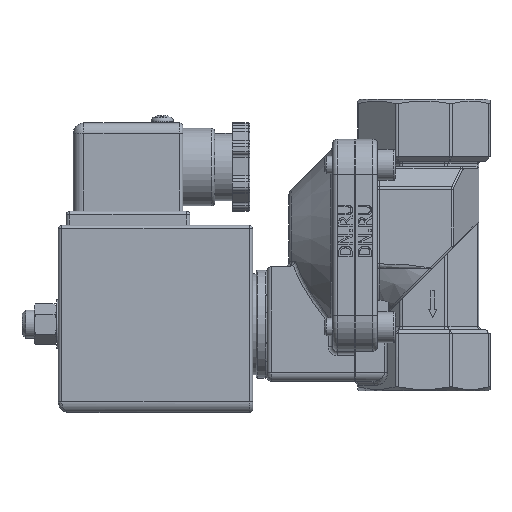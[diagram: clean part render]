
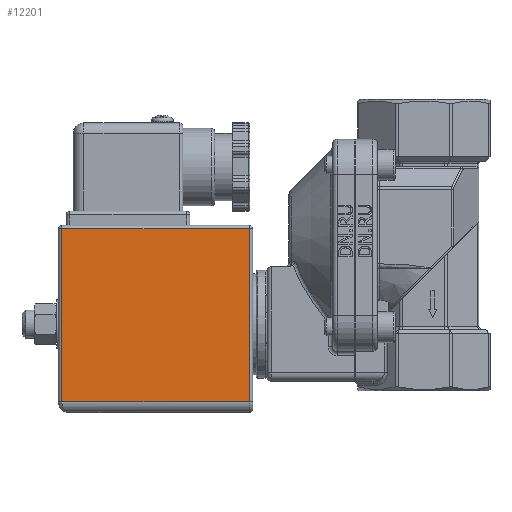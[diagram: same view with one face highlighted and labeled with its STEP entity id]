
A CAD part, left-side view. The second image highlights one B-rep face of the part: STEP entity #12201.
In plain terms, the highlighted planar face has unit normal (-1, 0, 0).
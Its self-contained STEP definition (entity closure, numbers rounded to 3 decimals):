
#818=PLANE('',#13519);
#2041=FACE_OUTER_BOUND('',#2788,.T.);
#2788=EDGE_LOOP('',(#10568,#10569,#10570,#10571));
#3647=LINE('',#22023,#4520);
#3654=LINE('',#22093,#4527);
#3664=LINE('',#22123,#4537);
#3710=LINE('',#22297,#4583);
#4520=VECTOR('',#16346,8.);
#4527=VECTOR('',#16391,8.);
#4537=VECTOR('',#16429,8.);
#4583=VECTOR('',#16635,8.);
#5554=VERTEX_POINT('',#21983);
#5555=VERTEX_POINT('',#22016);
#5558=VERTEX_POINT('',#22026);
#5570=VERTEX_POINT('',#22089);
#7163=EDGE_CURVE('',#5555,#5554,#3647,.T.);
#7183=EDGE_CURVE('',#5558,#5570,#3654,.T.);
#7200=EDGE_CURVE('',#5554,#5558,#3664,.T.);
#7287=EDGE_CURVE('',#5570,#5555,#3710,.T.);
#10568=ORIENTED_EDGE('',*,*,#7163,.F.);
#10569=ORIENTED_EDGE('',*,*,#7287,.F.);
#10570=ORIENTED_EDGE('',*,*,#7183,.F.);
#10571=ORIENTED_EDGE('',*,*,#7200,.F.);
#12201=ADVANCED_FACE('',(#2041),#818,.T.);
#13519=AXIS2_PLACEMENT_3D('',#22309,#16645,#16646);
#16346=DIRECTION('',(0.,0.,1.));
#16391=DIRECTION('',(0.,0.,-1.));
#16429=DIRECTION('',(0.,-1.,0.));
#16635=DIRECTION('',(0.,1.,0.));
#16645=DIRECTION('center_axis',(-1.,0.,0.));
#16646=DIRECTION('ref_axis',(0.,0.,1.));
#21983=CARTESIAN_POINT('',(-14.,95.08,21.6));
#22016=CARTESIAN_POINT('',(-14.,95.08,-17.6));
#22023=CARTESIAN_POINT('',(-14.,95.08,-10.));
#22026=CARTESIAN_POINT('',(-14.,52.68,21.6));
#22089=CARTESIAN_POINT('',(-14.,52.68,-17.6));
#22093=CARTESIAN_POINT('',(-14.,52.68,-10.));
#22123=CARTESIAN_POINT('',(-14.,62.88,21.6));
#22297=CARTESIAN_POINT('',(-14.,51.88,-17.6));
#22309=CARTESIAN_POINT('Origin',(-14.,51.88,-20.));
